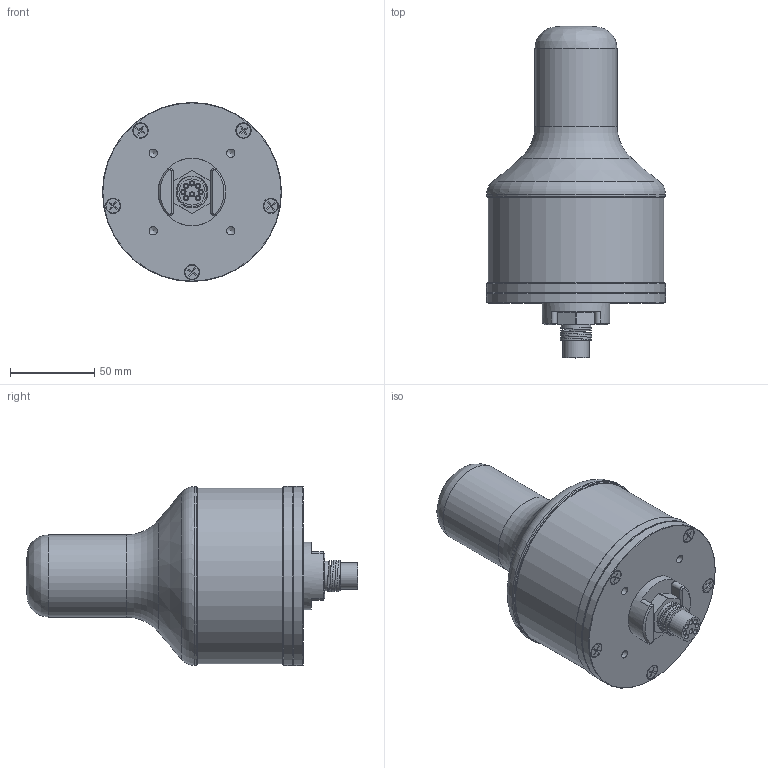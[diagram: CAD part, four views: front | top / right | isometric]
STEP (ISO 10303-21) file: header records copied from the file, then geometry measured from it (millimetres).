
FILE_DESCRIPTION(/* description */ (''),/* implementation_level */ '2;1');
FILE_NAME(/* name */ '8243-001-01 - MRT nolabel.stp',/* time_stamp */ '2018-11-01T14:13:06+00:00',/* author */ ('grh'),/* organization */ (''),/* preprocessor_version */ 'ST-DEVELOPER v17',/* originating_system */ 'Autodesk Inventor 2018',/* authorisation */ '');
FILE_SCHEMA (('AUTOMOTIVE_DESIGN { 1 0 10303 214 3 1 1 }'));
Length unit declared in the file: millimetre
Products named in the file (1): 8243-001-01 - MRT nolabel
Bounding box: 106 x 196.52 x 106 mm (x, y, z)
Volume: 852371.2 mm3; surface area: 58360.9 mm2
Topology: 1 solids, 1 shells, 218 faces, 533 edges, 350 vertices
Faces by surface type: plane 130, cylinder 52, cone 30, bspline 3, torus 2, sphere 1
Full cylindrical faces by diameter (mm): 2 x8, 3.1 x8, 4.917 x4, 8.4 x5, 15.5 x1, 17.526 x3, 18.796 x3, 40 x1, 48.565 x1, 104 x1, 106 x3
Entity records: 7388 total; most frequent: CARTESIAN_POINT 1869, DIRECTION 1124, ORIENTED_EDGE 1058, EDGE_CURVE 529, AXIS2_PLACEMENT_3D 408, VERTEX_POINT 350, LINE 308, VECTOR 308
